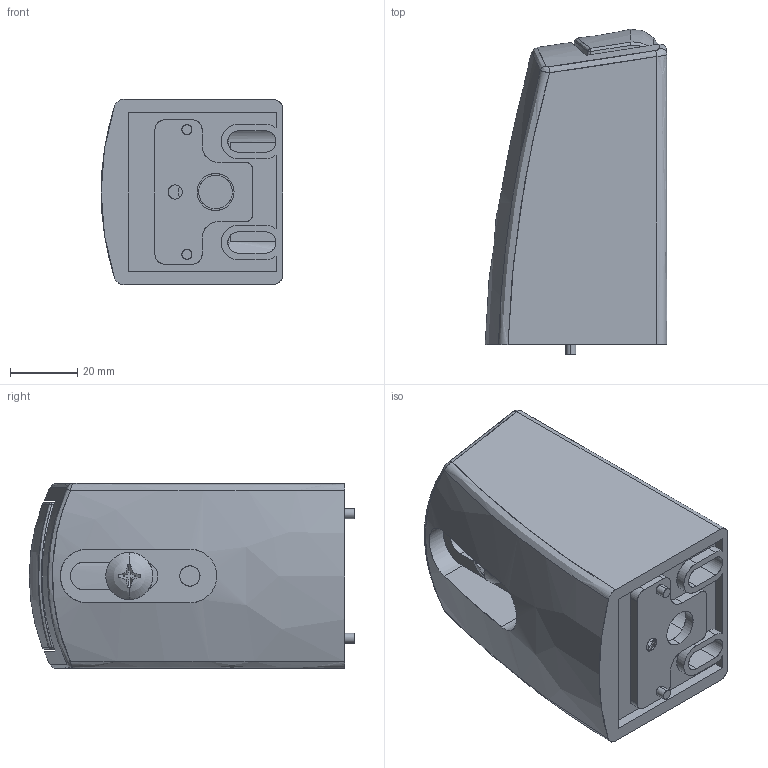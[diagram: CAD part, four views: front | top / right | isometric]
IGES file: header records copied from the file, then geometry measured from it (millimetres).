
Start section: SolidWorks IGES file using analytic representation for surfaces
Global section: file name: sone3D.IGS; native system: SolidWorks 2012; preprocessor: SolidWorks 2012; author: 0960ts; date: 150707.093230; units: millimetre
Bounding box: 54 x 96.72 x 55 mm (x, y, z)
Surface area: 47343.4 mm2 (no closed solid volume)
Topology: 0 solids, 0 shells, 289 faces, 3810 edges, 3803 vertices
Faces by surface type: bspline 153, revolution 136
